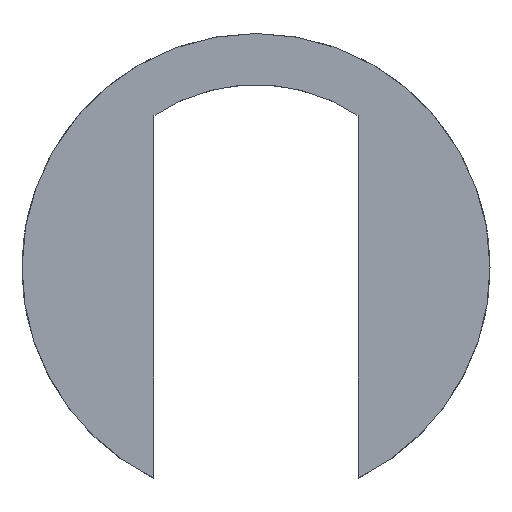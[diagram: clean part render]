
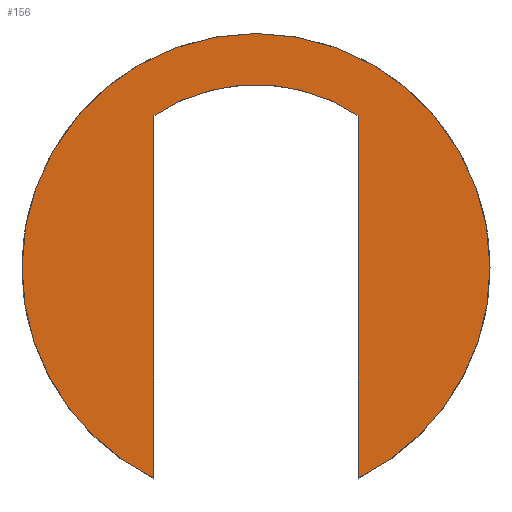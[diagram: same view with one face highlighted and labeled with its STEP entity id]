
A CAD part, top view. The second image highlights one B-rep face of the part: STEP entity #156.
In plain terms, the highlighted planar face has unit normal (0, 0, 1).
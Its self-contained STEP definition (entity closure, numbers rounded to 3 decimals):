
#6 = ORIENTED_EDGE ( 'NONE', *, *, #276, .T. ) ;
#24 = DIRECTION ( 'NONE',  ( 0., 0., 1. ) ) ;
#60 = DIRECTION ( 'NONE',  ( 0., 0., -1. ) ) ;
#83 = DIRECTION ( 'NONE',  ( 1., 0., 0. ) ) ;
#87 = CIRCLE ( 'NONE', #562, 9.175 ) ;
#101 = CARTESIAN_POINT ( 'NONE',  ( -4., 5.957, 6.95 ) ) ;
#133 = VECTOR ( 'NONE', #199, 1000. ) ;
#147 = AXIS2_PLACEMENT_3D ( 'NONE', #368, #167, #171 ) ;
#155 = CIRCLE ( 'NONE', #484, 7.175 ) ;
#156 = ADVANCED_FACE ( 'NONE', ( #732 ), #674, .T. ) ;
#159 = EDGE_CURVE ( 'NONE', #598, #252, #87, .T. ) ;
#167 = DIRECTION ( 'NONE',  ( 0., 0., 1. ) ) ;
#168 = DIRECTION ( 'NONE',  ( 0., 1., 0. ) ) ;
#171 = DIRECTION ( 'NONE',  ( 1., 0., 0. ) ) ;
#177 = ORIENTED_EDGE ( 'NONE', *, *, #308, .T. ) ;
#199 = DIRECTION ( 'NONE',  ( 0., -1., 0. ) ) ;
#242 = ORIENTED_EDGE ( 'NONE', *, *, #759, .T. ) ;
#244 = DIRECTION ( 'NONE',  ( 1., 0., 0. ) ) ;
#252 = VERTEX_POINT ( 'NONE', #277 ) ;
#276 = EDGE_CURVE ( 'NONE', #564, #390, #733, .T. ) ;
#277 = CARTESIAN_POINT ( 'NONE',  ( -4., -8.257, 6.95 ) ) ;
#308 = EDGE_CURVE ( 'NONE', #252, #405, #795, .T. ) ;
#343 = EDGE_CURVE ( 'NONE', #405, #564, #155, .T. ) ;
#368 = CARTESIAN_POINT ( 'NONE',  ( 0., 0., 6.95 ) ) ;
#369 = DIRECTION ( 'NONE',  ( 1., 0., 0. ) ) ;
#390 = VERTEX_POINT ( 'NONE', #753 ) ;
#405 = VERTEX_POINT ( 'NONE', #101 ) ;
#412 = CARTESIAN_POINT ( 'NONE',  ( 0., 0., 6.95 ) ) ;
#439 = VERTEX_POINT ( 'NONE', #717 ) ;
#456 = EDGE_CURVE ( 'NONE', #439, #598, #676, .T. ) ;
#463 = AXIS2_PLACEMENT_3D ( 'NONE', #412, #547, #736 ) ;
#482 = CIRCLE ( 'NONE', #147, 9.175 ) ;
#484 = AXIS2_PLACEMENT_3D ( 'NONE', #695, #60, #369 ) ;
#493 = CARTESIAN_POINT ( 'NONE',  ( -9.175, 0., 6.95 ) ) ;
#510 = ORIENTED_EDGE ( 'NONE', *, *, #456, .T. ) ;
#516 = ORIENTED_EDGE ( 'NONE', *, *, #343, .T. ) ;
#526 = DIRECTION ( 'NONE',  ( 0., 0., 1. ) ) ;
#547 = DIRECTION ( 'NONE',  ( 0., 0., 1. ) ) ;
#562 = AXIS2_PLACEMENT_3D ( 'NONE', #803, #24, #83 ) ;
#564 = VERTEX_POINT ( 'NONE', #811 ) ;
#575 = CARTESIAN_POINT ( 'NONE',  ( 0., 0., 6.95 ) ) ;
#576 = EDGE_LOOP ( 'NONE', ( #242, #510, #660, #177, #516, #6 ) ) ;
#598 = VERTEX_POINT ( 'NONE', #493 ) ;
#643 = CARTESIAN_POINT ( 'NONE',  ( -4., -8.257, 6.95 ) ) ;
#660 = ORIENTED_EDGE ( 'NONE', *, *, #159, .T. ) ;
#674 = PLANE ( 'NONE',  #463 ) ;
#676 = CIRCLE ( 'NONE', #786, 9.175 ) ;
#695 = CARTESIAN_POINT ( 'NONE',  ( 0., 0., 6.95 ) ) ;
#717 = CARTESIAN_POINT ( 'NONE',  ( 9.175, 0., 6.95 ) ) ;
#732 = FACE_OUTER_BOUND ( 'NONE', #576, .T. ) ;
#733 = LINE ( 'NONE', #784, #133 ) ;
#736 = DIRECTION ( 'NONE',  ( 1., 0., 0. ) ) ;
#753 = CARTESIAN_POINT ( 'NONE',  ( 4., -8.257, 6.95 ) ) ;
#759 = EDGE_CURVE ( 'NONE', #390, #439, #482, .T. ) ;
#784 = CARTESIAN_POINT ( 'NONE',  ( 4., -7.639, 6.95 ) ) ;
#786 = AXIS2_PLACEMENT_3D ( 'NONE', #575, #526, #244 ) ;
#795 = LINE ( 'NONE', #643, #820 ) ;
#803 = CARTESIAN_POINT ( 'NONE',  ( 0., 0., 6.95 ) ) ;
#811 = CARTESIAN_POINT ( 'NONE',  ( 4., 5.957, 6.95 ) ) ;
#820 = VECTOR ( 'NONE', #168, 1000. ) ;
